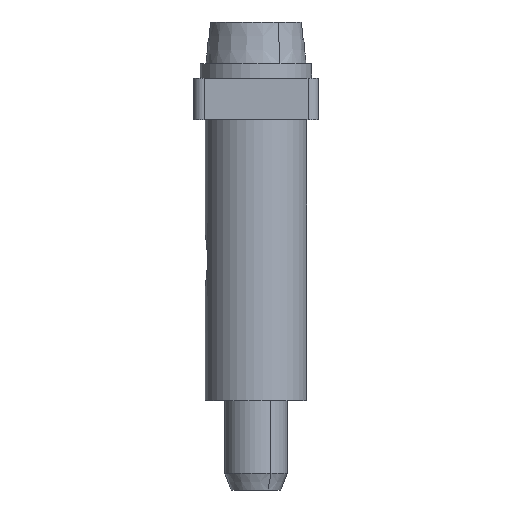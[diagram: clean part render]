
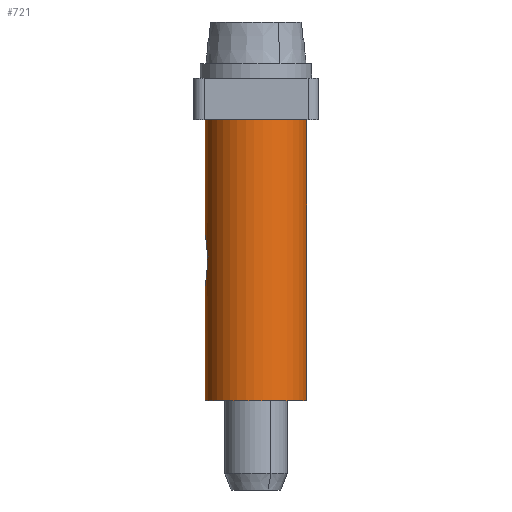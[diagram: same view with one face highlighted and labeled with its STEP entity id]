
A CAD part, left-side view. The second image highlights one B-rep face of the part: STEP entity #721.
In plain terms, the highlighted cylindrical face has radius 2.45 mm (diameter 4.9 mm), a partial arc.
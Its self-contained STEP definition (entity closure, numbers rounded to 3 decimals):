
#265=AXIS2_PLACEMENT_3D('Circle Axis2P3D',#263,#264,$) ;
#643=AXIS2_PLACEMENT_3D('Cylinder Axis2P3D',#640,#641,#642) ;
#647=AXIS2_PLACEMENT_3D('Circle Axis2P3D',#645,#646,$) ;
#260=CARTESIAN_POINT('Vertex',(4.548,0.555,17.8)) ;
#263=CARTESIAN_POINT('Axis2P3D Location',(4.4,3.,17.8)) ;
#267=CARTESIAN_POINT('Vertex',(4.252,0.555,17.8)) ;
#610=CARTESIAN_POINT('Vertex',(4.252,0.555,4.3)) ;
#627=CARTESIAN_POINT('Line Origine',(4.252,0.555,11.05)) ;
#640=CARTESIAN_POINT('Axis2P3D Location',(4.4,3.,11.05)) ;
#645=CARTESIAN_POINT('Axis2P3D Location',(4.4,3.,4.3)) ;
#649=CARTESIAN_POINT('Vertex',(4.548,0.555,4.3)) ;
#652=CARTESIAN_POINT('Line Origine',(4.548,0.555,11.05)) ;
#664=CARTESIAN_POINT('Control Point',(4.4,5.45,12.295)) ;
#665=CARTESIAN_POINT('Control Point',(4.164,5.45,12.295)) ;
#666=CARTESIAN_POINT('Control Point',(3.926,5.419,12.146)) ;
#667=CARTESIAN_POINT('Control Point',(3.784,5.372,11.864)) ;
#668=CARTESIAN_POINT('Control Point',(3.699,5.348,11.546)) ;
#669=CARTESIAN_POINT('Control Point',(3.673,5.34,11.215)) ;
#670=CARTESIAN_POINT('Vertex',(4.4,5.45,12.295)) ;
#672=CARTESIAN_POINT('Vertex',(3.673,5.34,11.215)) ;
#676=CARTESIAN_POINT('Control Point',(3.673,5.34,11.215)) ;
#677=CARTESIAN_POINT('Control Point',(3.645,5.331,10.834)) ;
#678=CARTESIAN_POINT('Control Point',(3.703,5.345,10.441)) ;
#679=CARTESIAN_POINT('Control Point',(3.815,5.396,10.071)) ;
#680=CARTESIAN_POINT('Control Point',(4.078,5.444,9.829)) ;
#681=CARTESIAN_POINT('Control Point',(4.35,5.449,9.8)) ;
#682=CARTESIAN_POINT('Vertex',(4.35,5.45,9.8)) ;
#686=CARTESIAN_POINT('Control Point',(4.35,5.449,9.8)) ;
#687=CARTESIAN_POINT('Control Point',(4.383,5.45,9.796)) ;
#688=CARTESIAN_POINT('Control Point',(4.417,5.45,9.796)) ;
#689=CARTESIAN_POINT('Control Point',(4.45,5.449,9.8)) ;
#690=CARTESIAN_POINT('Vertex',(4.45,5.45,9.8)) ;
#694=CARTESIAN_POINT('Control Point',(5.115,5.343,11.334)) ;
#695=CARTESIAN_POINT('Control Point',(5.137,5.337,11.165)) ;
#696=CARTESIAN_POINT('Control Point',(5.142,5.335,10.991)) ;
#697=CARTESIAN_POINT('Control Point',(5.131,5.338,10.816)) ;
#698=CARTESIAN_POINT('Control Point',(5.067,5.359,10.415)) ;
#699=CARTESIAN_POINT('Control Point',(4.907,5.4,10.074)) ;
#700=CARTESIAN_POINT('Control Point',(4.779,5.429,9.911)) ;
#701=CARTESIAN_POINT('Control Point',(4.617,5.446,9.818)) ;
#702=CARTESIAN_POINT('Control Point',(4.45,5.449,9.8)) ;
#703=CARTESIAN_POINT('Vertex',(5.115,5.343,11.334)) ;
#707=CARTESIAN_POINT('Control Point',(4.4,5.45,12.295)) ;
#708=CARTESIAN_POINT('Control Point',(4.619,5.45,12.295)) ;
#709=CARTESIAN_POINT('Control Point',(4.841,5.424,12.168)) ;
#710=CARTESIAN_POINT('Control Point',(4.987,5.38,11.922)) ;
#711=CARTESIAN_POINT('Control Point',(5.077,5.355,11.637)) ;
#712=CARTESIAN_POINT('Control Point',(5.115,5.343,11.334)) ;
#264=DIRECTION('Axis2P3D Direction',(0.,0.,1.)) ;
#628=DIRECTION('Vector Direction',(0.,0.,-1.)) ;
#641=DIRECTION('Axis2P3D Direction',(0.,0.,1.)) ;
#642=DIRECTION('Axis2P3D XDirection',(0.061,-0.998,0.)) ;
#646=DIRECTION('Axis2P3D Direction',(0.,0.,1.)) ;
#653=DIRECTION('Vector Direction',(0.,0.,1.)) ;
#629=VECTOR('Line Direction',#628,1.) ;
#654=VECTOR('Line Direction',#653,1.) ;
#658=ORIENTED_EDGE('',*,*,#651,.T.) ;
#659=ORIENTED_EDGE('',*,*,#631,.F.) ;
#660=ORIENTED_EDGE('',*,*,#269,.F.) ;
#661=ORIENTED_EDGE('',*,*,#656,.T.) ;
#715=ORIENTED_EDGE('',*,*,#674,.T.) ;
#716=ORIENTED_EDGE('',*,*,#684,.T.) ;
#717=ORIENTED_EDGE('',*,*,#692,.T.) ;
#718=ORIENTED_EDGE('',*,*,#705,.F.) ;
#719=ORIENTED_EDGE('',*,*,#713,.F.) ;
#720=FACE_BOUND('',#714,.T.) ;
#721=ADVANCED_FACE('V1',(#662,#720),#644,.T.) ;
#663=B_SPLINE_CURVE_WITH_KNOTS('',5,(#664,#665,#666,#667,#668,#669),.UNSPECIFIED.,.F.,.U.,(6,6),(0.,2.551),.UNSPECIFIED.) ;
#675=B_SPLINE_CURVE_WITH_KNOTS('',5,(#676,#677,#678,#679,#680,#681),.UNSPECIFIED.,.F.,.U.,(6,6),(0.,2.96),.UNSPECIFIED.) ;
#685=B_SPLINE_CURVE_WITH_KNOTS('',3,(#686,#687,#688,#689),.UNSPECIFIED.,.F.,.U.,(4,4),(0.,0.217),.UNSPECIFIED.) ;
#693=B_SPLINE_CURVE_WITH_KNOTS('',5,(#694,#695,#696,#697,#698,#699,#700,#701,#702),.UNSPECIFIED.,.F.,.U.,(6,3,6),(0.,1.329,3.143),.UNSPECIFIED.) ;
#706=B_SPLINE_CURVE_WITH_KNOTS('',5,(#707,#708,#709,#710,#711,#712),.UNSPECIFIED.,.F.,.U.,(6,6),(0.,2.368),.UNSPECIFIED.) ;
#266=CIRCLE('generated circle',#265,2.45) ;
#648=CIRCLE('generated circle',#647,2.45) ;
#644=CYLINDRICAL_SURFACE('generated cylinder',#643,2.45) ;
#269=EDGE_CURVE('',#261,#268,#266,.T.) ;
#631=EDGE_CURVE('',#268,#611,#630,.T.) ;
#651=EDGE_CURVE('',#650,#611,#648,.T.) ;
#656=EDGE_CURVE('',#261,#650,#655,.F.) ;
#674=EDGE_CURVE('',#671,#673,#663,.T.) ;
#684=EDGE_CURVE('',#673,#683,#675,.T.) ;
#692=EDGE_CURVE('',#683,#691,#685,.T.) ;
#705=EDGE_CURVE('',#704,#691,#693,.T.) ;
#713=EDGE_CURVE('',#671,#704,#706,.T.) ;
#657=EDGE_LOOP('',(#658,#659,#660,#661)) ;
#714=EDGE_LOOP('',(#715,#716,#717,#718,#719)) ;
#662=FACE_OUTER_BOUND('',#657,.T.) ;
#630=LINE('Line',#627,#629) ;
#655=LINE('Line',#652,#654) ;
#261=VERTEX_POINT('',#260) ;
#268=VERTEX_POINT('',#267) ;
#611=VERTEX_POINT('',#610) ;
#650=VERTEX_POINT('',#649) ;
#671=VERTEX_POINT('',#670) ;
#673=VERTEX_POINT('',#672) ;
#683=VERTEX_POINT('',#682) ;
#691=VERTEX_POINT('',#690) ;
#704=VERTEX_POINT('',#703) ;
